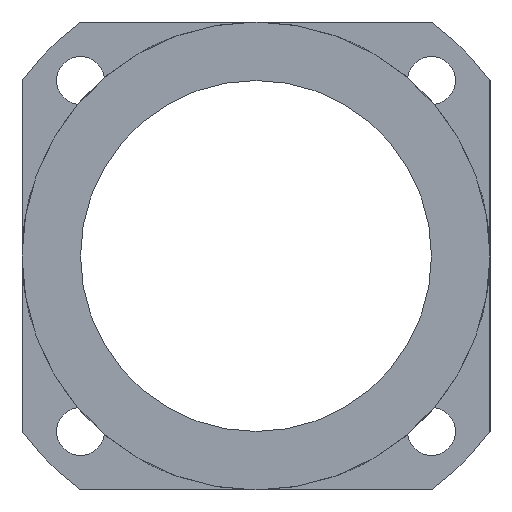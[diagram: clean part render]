
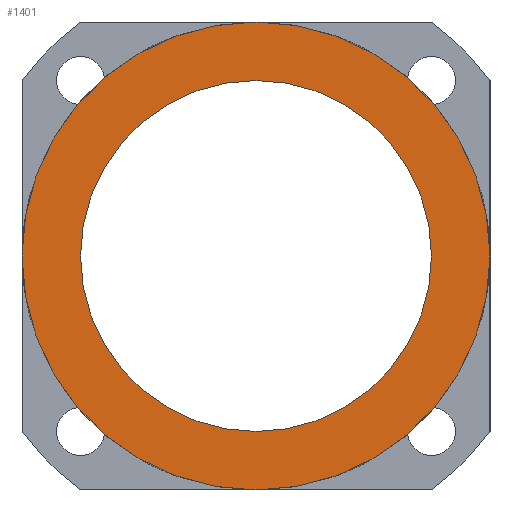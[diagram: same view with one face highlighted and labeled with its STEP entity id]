
A CAD part, left-side view. The second image highlights one B-rep face of the part: STEP entity #1401.
In plain terms, the highlighted planar face has unit normal (-1, 0, 0).
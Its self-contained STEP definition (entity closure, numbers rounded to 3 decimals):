
#53=PLANE('',#1528);
#316=FACE_BOUND('',#481,.T.);
#383=FACE_OUTER_BOUND('',#480,.T.);
#480=EDGE_LOOP('',(#1238));
#481=EDGE_LOOP('',(#1239));
#496=CIRCLE('',#1434,40.);
#539=CIRCLE('',#1527,30.);
#572=VERTEX_POINT('',#2044);
#669=VERTEX_POINT('',#2554);
#712=EDGE_CURVE('',#572,#572,#496,.T.);
#859=EDGE_CURVE('',#669,#669,#539,.T.);
#1238=ORIENTED_EDGE('',*,*,#712,.F.);
#1239=ORIENTED_EDGE('',*,*,#859,.T.);
#1401=ADVANCED_FACE('',(#383,#316),#53,.T.);
#1434=AXIS2_PLACEMENT_3D('',#2045,#1611,#1612);
#1527=AXIS2_PLACEMENT_3D('',#2555,#1877,#1878);
#1528=AXIS2_PLACEMENT_3D('',#2556,#1879,#1880);
#1611=DIRECTION('center_axis',(1.,0.,0.));
#1612=DIRECTION('ref_axis',(0.,1.,0.));
#1877=DIRECTION('center_axis',(1.,0.,0.));
#1878=DIRECTION('ref_axis',(0.,1.,0.));
#1879=DIRECTION('center_axis',(-1.,0.,0.));
#1880=DIRECTION('ref_axis',(0.,0.,1.));
#2044=CARTESIAN_POINT('',(0.,40.,0.));
#2045=CARTESIAN_POINT('Origin',(0.,0.,
0.));
#2554=CARTESIAN_POINT('',(0.,30.,0.));
#2555=CARTESIAN_POINT('Origin',(0.,0.,
0.));
#2556=CARTESIAN_POINT('Origin',(0.,35.,0.));
